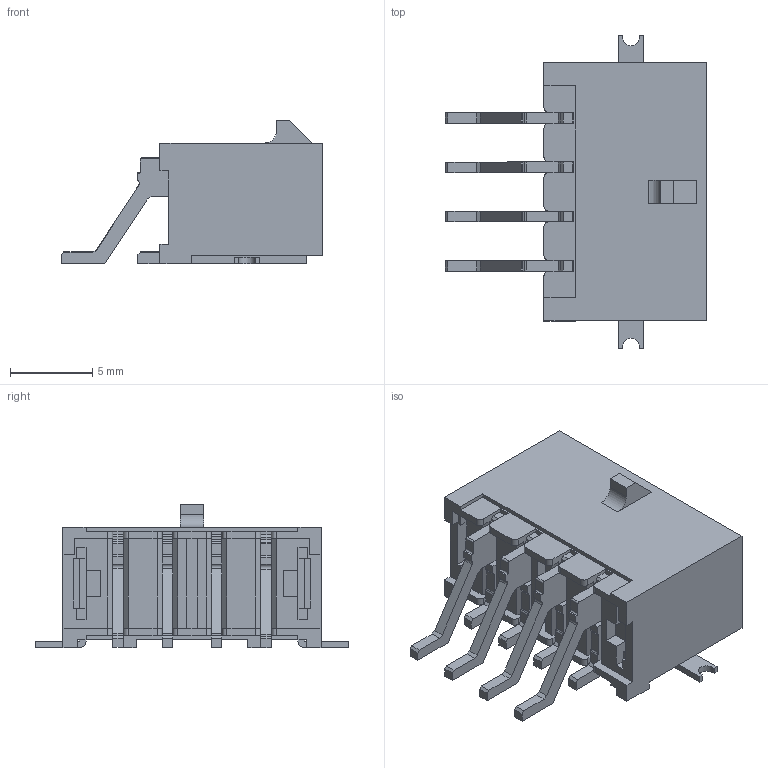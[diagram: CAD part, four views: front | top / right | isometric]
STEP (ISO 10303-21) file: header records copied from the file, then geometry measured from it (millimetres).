
FILE_DESCRIPTION(/* description */ ('Unknown'),/* implementation_level */ '2;1');
FILE_NAME(/* name */ '662108231724',/* time_stamp */ '2022-11-30T17:02:37+01:00',/* author */ ('Unknown'),/* organization */ ('Unknown'),/* preprocessor_version */ 'ST-DEVELOPER v18.102',/* originating_system */ 'Solid Edge',/* authorisation */ 'Unknown');
FILE_SCHEMA (('AUTOMOTIVE_DESIGN {1 0 10303 214 3 1 1}'));
Length unit declared in the file: millimetre
Products named in the file (5): 6621xx231724; 662008231722; 6620xx231722_PATTE; 6620xx231724_PIN_COURTE; 6620xx231724_PIN_LONGUE
Assembly tree (11 placements, depth 2):
  6621xx231724
    662008231722
    6620xx231722_PATTE  x2
    6620xx231724_PIN_COURTE  x4
    6620xx231724_PIN_LONGUE  x4
Bounding box: 15.9 x 19.1 x 8.76 mm (x, y, z)
Volume: 719.9 mm3; surface area: 1948.2 mm2
Topology: 11 solids, 11 shells, 497 faces, 1370 edges, 892 vertices
Faces by surface type: plane 446, cylinder 51
Entity records: 10265 total; most frequent: CARTESIAN_POINT 1743, ORIENTED_EDGE 1726, DIRECTION 1537, EDGE_CURVE 863, LINE 809, VECTOR 809, VERTEX_POINT 570, AXIS2_PLACEMENT_3D 364
